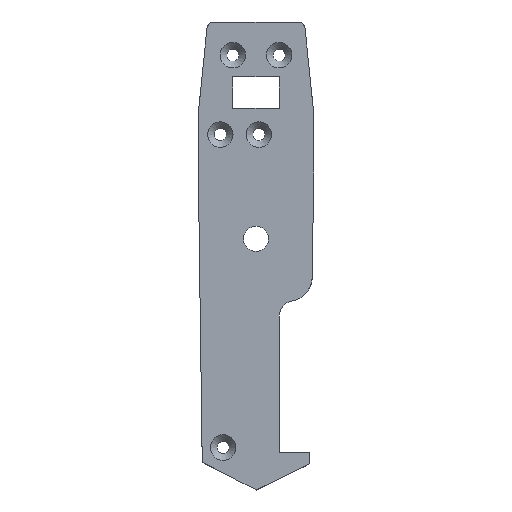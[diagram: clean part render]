
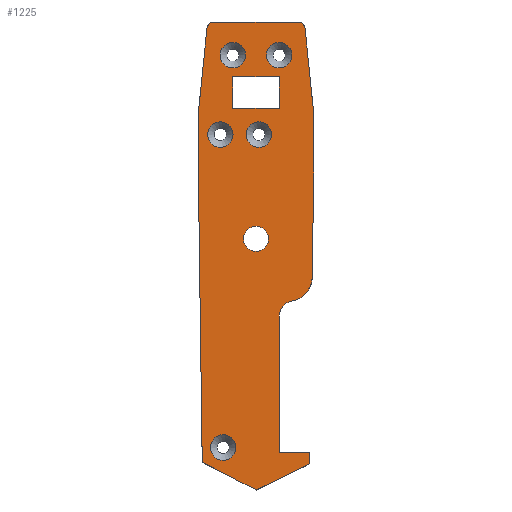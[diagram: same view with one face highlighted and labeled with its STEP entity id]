
A CAD part, top view. The second image highlights one B-rep face of the part: STEP entity #1225.
In plain terms, the highlighted planar face has unit normal (0, 0, 1).
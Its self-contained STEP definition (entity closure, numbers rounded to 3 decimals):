
#45=FACE_BOUND('',#139,.T.);
#46=FACE_BOUND('',#140,.T.);
#47=FACE_BOUND('',#141,.T.);
#48=FACE_BOUND('',#142,.T.);
#49=FACE_BOUND('',#143,.T.);
#50=FACE_BOUND('',#144,.T.);
#51=FACE_BOUND('',#145,.T.);
#71=FACE_OUTER_BOUND('',#138,.T.);
#138=EDGE_LOOP('',(#900,#901,#902,#903,#904,#905,#906,#907,#908,#909,#910,
#911,#912,#913,#914,#915));
#139=EDGE_LOOP('',(#916,#917,#918,#919));
#140=EDGE_LOOP('',(#920));
#141=EDGE_LOOP('',(#921));
#142=EDGE_LOOP('',(#922));
#143=EDGE_LOOP('',(#923));
#144=EDGE_LOOP('',(#924));
#145=EDGE_LOOP('',(#925));
#201=LINE('',#1754,#339);
#205=LINE('',#1762,#343);
#243=LINE('',#1881,#381);
#248=LINE('',#1890,#386);
#252=LINE('',#1902,#390);
#253=LINE('',#1906,#391);
#254=LINE('',#1910,#392);
#255=LINE('',#1912,#393);
#256=LINE('',#1914,#394);
#257=LINE('',#1916,#395);
#258=LINE('',#1918,#396);
#259=LINE('',#1919,#397);
#260=LINE('',#1922,#398);
#261=LINE('',#1924,#399);
#262=LINE('',#1926,#400);
#263=LINE('',#1927,#401);
#339=VECTOR('',#1402,10.);
#343=VECTOR('',#1408,10.);
#381=VECTOR('',#1498,1000.);
#386=VECTOR('',#1505,1000.);
#390=VECTOR('',#1517,1000.);
#391=VECTOR('',#1520,1000.);
#392=VECTOR('',#1523,1000.);
#393=VECTOR('',#1524,1000.);
#394=VECTOR('',#1525,1000.);
#395=VECTOR('',#1526,1000.);
#396=VECTOR('',#1527,1000.);
#397=VECTOR('',#1528,1000.);
#398=VECTOR('',#1529,1000.);
#399=VECTOR('',#1530,1000.);
#400=VECTOR('',#1531,1000.);
#401=VECTOR('',#1532,1000.);
#487=CIRCLE('',#1321,4.);
#488=CIRCLE('',#1322,6.5);
#489=CIRCLE('',#1323,2.);
#490=CIRCLE('',#1324,2.);
#491=CIRCLE('',#1325,3.3);
#492=CIRCLE('',#1326,3.3);
#493=CIRCLE('',#1327,3.25);
#494=CIRCLE('',#1328,3.3);
#495=CIRCLE('',#1329,3.3);
#496=CIRCLE('',#1330,3.3);
#512=VERTEX_POINT('',#1751);
#513=VERTEX_POINT('',#1753);
#516=VERTEX_POINT('',#1760);
#558=VERTEX_POINT('',#1878);
#559=VERTEX_POINT('',#1880);
#562=VERTEX_POINT('',#1888);
#565=VERTEX_POINT('',#1898);
#566=VERTEX_POINT('',#1900);
#567=VERTEX_POINT('',#1903);
#568=VERTEX_POINT('',#1905);
#569=VERTEX_POINT('',#1907);
#570=VERTEX_POINT('',#1909);
#571=VERTEX_POINT('',#1911);
#572=VERTEX_POINT('',#1913);
#573=VERTEX_POINT('',#1915);
#574=VERTEX_POINT('',#1917);
#575=VERTEX_POINT('',#1920);
#576=VERTEX_POINT('',#1921);
#577=VERTEX_POINT('',#1923);
#578=VERTEX_POINT('',#1925);
#579=VERTEX_POINT('',#1928);
#580=VERTEX_POINT('',#1930);
#581=VERTEX_POINT('',#1932);
#582=VERTEX_POINT('',#1934);
#583=VERTEX_POINT('',#1936);
#584=VERTEX_POINT('',#1938);
#628=EDGE_CURVE('',#513,#512,#201,.T.);
#632=EDGE_CURVE('',#512,#516,#205,.T.);
#686=EDGE_CURVE('',#559,#558,#243,.T.);
#691=EDGE_CURVE('',#558,#562,#248,.T.);
#695=EDGE_CURVE('',#565,#516,#487,.T.);
#696=EDGE_CURVE('',#566,#565,#488,.T.);
#697=EDGE_CURVE('',#566,#559,#252,.T.);
#698=EDGE_CURVE('',#567,#562,#489,.T.);
#699=EDGE_CURVE('',#568,#567,#253,.T.);
#700=EDGE_CURVE('',#569,#568,#490,.T.);
#701=EDGE_CURVE('',#569,#570,#254,.T.);
#702=EDGE_CURVE('',#570,#571,#255,.T.);
#703=EDGE_CURVE('',#571,#572,#256,.T.);
#704=EDGE_CURVE('',#573,#572,#257,.T.);
#705=EDGE_CURVE('',#574,#573,#258,.T.);
#706=EDGE_CURVE('',#574,#513,#259,.T.);
#707=EDGE_CURVE('',#575,#576,#260,.T.);
#708=EDGE_CURVE('',#576,#577,#261,.T.);
#709=EDGE_CURVE('',#577,#578,#262,.T.);
#710=EDGE_CURVE('',#578,#575,#263,.T.);
#711=EDGE_CURVE('',#579,#579,#491,.T.);
#712=EDGE_CURVE('',#580,#580,#492,.T.);
#713=EDGE_CURVE('',#581,#581,#493,.T.);
#714=EDGE_CURVE('',#582,#582,#494,.T.);
#715=EDGE_CURVE('',#583,#583,#495,.T.);
#716=EDGE_CURVE('',#584,#584,#496,.T.);
#900=ORIENTED_EDGE('',*,*,#632,.T.);
#901=ORIENTED_EDGE('',*,*,#695,.F.);
#902=ORIENTED_EDGE('',*,*,#696,.F.);
#903=ORIENTED_EDGE('',*,*,#697,.T.);
#904=ORIENTED_EDGE('',*,*,#686,.T.);
#905=ORIENTED_EDGE('',*,*,#691,.T.);
#906=ORIENTED_EDGE('',*,*,#698,.F.);
#907=ORIENTED_EDGE('',*,*,#699,.F.);
#908=ORIENTED_EDGE('',*,*,#700,.F.);
#909=ORIENTED_EDGE('',*,*,#701,.T.);
#910=ORIENTED_EDGE('',*,*,#702,.T.);
#911=ORIENTED_EDGE('',*,*,#703,.T.);
#912=ORIENTED_EDGE('',*,*,#704,.F.);
#913=ORIENTED_EDGE('',*,*,#705,.F.);
#914=ORIENTED_EDGE('',*,*,#706,.T.);
#915=ORIENTED_EDGE('',*,*,#628,.T.);
#916=ORIENTED_EDGE('',*,*,#707,.T.);
#917=ORIENTED_EDGE('',*,*,#708,.T.);
#918=ORIENTED_EDGE('',*,*,#709,.T.);
#919=ORIENTED_EDGE('',*,*,#710,.T.);
#920=ORIENTED_EDGE('',*,*,#711,.F.);
#921=ORIENTED_EDGE('',*,*,#712,.F.);
#922=ORIENTED_EDGE('',*,*,#713,.T.);
#923=ORIENTED_EDGE('',*,*,#714,.F.);
#924=ORIENTED_EDGE('',*,*,#715,.F.);
#925=ORIENTED_EDGE('',*,*,#716,.F.);
#1178=PLANE('',#1320);
#1225=ADVANCED_FACE('',(#71,#45,#46,#47,#48,#49,#50,#51),#1178,.T.);
#1320=AXIS2_PLACEMENT_3D('',#1897,#1511,#1512);
#1321=AXIS2_PLACEMENT_3D('',#1899,#1513,#1514);
#1322=AXIS2_PLACEMENT_3D('',#1901,#1515,#1516);
#1323=AXIS2_PLACEMENT_3D('',#1904,#1518,#1519);
#1324=AXIS2_PLACEMENT_3D('',#1908,#1521,#1522);
#1325=AXIS2_PLACEMENT_3D('',#1929,#1533,#1534);
#1326=AXIS2_PLACEMENT_3D('',#1931,#1535,#1536);
#1327=AXIS2_PLACEMENT_3D('',#1933,#1537,#1538);
#1328=AXIS2_PLACEMENT_3D('',#1935,#1539,#1540);
#1329=AXIS2_PLACEMENT_3D('',#1937,#1541,#1542);
#1330=AXIS2_PLACEMENT_3D('',#1939,#1543,#1544);
#1402=DIRECTION('',(-1.,0.,0.));
#1408=DIRECTION('',(0.,1.,0.));
#1498=DIRECTION('',(0.,1.,0.));
#1505=DIRECTION('',(-0.102,0.995,0.));
#1511=DIRECTION('center_axis',(0.,0.,1.));
#1512=DIRECTION('ref_axis',(-1.,0.,0.));
#1513=DIRECTION('center_axis',(0.,0.,1.));
#1514=DIRECTION('ref_axis',(-0.707,0.707,0.));
#1515=DIRECTION('center_axis',(0.,0.,-1.));
#1516=DIRECTION('ref_axis',(-1.,0.013,0.));
#1517=DIRECTION('',(0.013,1.,0.));
#1518=DIRECTION('center_axis',(0.,0.,-1.));
#1519=DIRECTION('ref_axis',(0.67,0.742,0.));
#1520=DIRECTION('',(1.,0.,0.));
#1521=DIRECTION('center_axis',(0.,0.,-1.));
#1522=DIRECTION('ref_axis',(-0.67,0.742,0.));
#1523=DIRECTION('',(-0.102,-0.995,0.));
#1524=DIRECTION('',(0.,-1.,0.));
#1525=DIRECTION('',(0.013,-1.,0.));
#1526=DIRECTION('',(-0.889,0.457,0.));
#1527=DIRECTION('',(-0.898,-0.441,0.));
#1528=DIRECTION('',(0.013,1.,0.));
#1529=DIRECTION('',(0.,-1.,0.));
#1530=DIRECTION('',(-1.,0.,0.));
#1531=DIRECTION('',(0.,1.,0.));
#1532=DIRECTION('',(1.,0.,0.));
#1533=DIRECTION('center_axis',(0.,0.,1.));
#1534=DIRECTION('ref_axis',(-1.,0.,0.));
#1535=DIRECTION('center_axis',(0.,0.,1.));
#1536=DIRECTION('ref_axis',(-1.,0.,0.));
#1537=DIRECTION('center_axis',(0.,0.,-1.));
#1538=DIRECTION('ref_axis',(-1.,0.,0.));
#1539=DIRECTION('center_axis',(0.,0.,1.));
#1540=DIRECTION('ref_axis',(-1.,0.,0.));
#1541=DIRECTION('center_axis',(0.,0.,1.));
#1542=DIRECTION('ref_axis',(-1.,0.,0.));
#1543=DIRECTION('center_axis',(0.,0.,1.));
#1544=DIRECTION('ref_axis',(-1.,0.,0.));
#1751=CARTESIAN_POINT('',(10.599,144.75,23.));
#1753=CARTESIAN_POINT('',(18.508,144.75,23.));
#1754=CARTESIAN_POINT('',(10.795,144.75,23.));
#1760=CARTESIAN_POINT('',(10.599,180.012,23.));
#1762=CARTESIAN_POINT('',(10.599,148.675,23.));
#1878=CARTESIAN_POINT('',(19.545,232.05,23.));
#1880=CARTESIAN_POINT('',(19.545,222.05,23.));
#1881=CARTESIAN_POINT('',(19.545,232.05,23.));
#1888=CARTESIAN_POINT('',(17.264,254.403,23.));
#1890=CARTESIAN_POINT('',(17.04,256.6,23.));
#1897=CARTESIAN_POINT('Origin',(4.545,138.,23.));
#1898=CARTESIAN_POINT('',(13.845,183.94,23.));
#1899=CARTESIAN_POINT('Origin',(14.599,180.012,23.));
#1900=CARTESIAN_POINT('',(19.118,190.236,23.));
#1901=CARTESIAN_POINT('Origin',(12.619,190.324,23.));
#1902=CARTESIAN_POINT('',(19.545,222.05,23.));
#1903=CARTESIAN_POINT('',(15.275,256.2,23.));
#1904=CARTESIAN_POINT('Origin',(15.275,254.2,23.));
#1905=CARTESIAN_POINT('',(-6.185,256.2,23.));
#1906=CARTESIAN_POINT('',(10.793,256.2,23.));
#1907=CARTESIAN_POINT('',(-8.174,254.403,23.));
#1908=CARTESIAN_POINT('Origin',(-6.185,254.2,23.));
#1909=CARTESIAN_POINT('',(-10.455,232.05,23.));
#1910=CARTESIAN_POINT('',(-7.95,256.6,23.));
#1911=CARTESIAN_POINT('',(-10.455,222.05,23.));
#1912=CARTESIAN_POINT('',(-10.455,232.05,23.));
#1913=CARTESIAN_POINT('',(-9.383,142.202,23.));
#1914=CARTESIAN_POINT('',(-10.455,222.05,23.));
#1915=CARTESIAN_POINT('',(4.599,135.012,23.));
#1916=CARTESIAN_POINT('',(-2.953,138.896,23.));
#1917=CARTESIAN_POINT('',(18.468,141.823,23.));
#1918=CARTESIAN_POINT('',(5.101,135.259,23.));
#1919=CARTESIAN_POINT('',(19.545,222.05,23.));
#1920=CARTESIAN_POINT('',(10.545,242.,23.));
#1921=CARTESIAN_POINT('',(10.545,233.85,23.));
#1922=CARTESIAN_POINT('',(10.545,189.8,23.));
#1923=CARTESIAN_POINT('',(-1.455,233.85,23.));
#1924=CARTESIAN_POINT('',(-12.655,233.85,23.));
#1925=CARTESIAN_POINT('',(-1.455,242.,23.));
#1926=CARTESIAN_POINT('',(-1.455,233.85,23.));
#1927=CARTESIAN_POINT('',(1.545,242.,23.));
#1928=CARTESIAN_POINT('',(1.845,247.6,23.));
#1929=CARTESIAN_POINT('Origin',(-1.455,247.6,23.));
#1930=CARTESIAN_POINT('',(8.595,227.05,23.));
#1931=CARTESIAN_POINT('Origin',(5.295,227.05,23.));
#1932=CARTESIAN_POINT('',(7.795,200.05,23.));
#1933=CARTESIAN_POINT('Origin',(4.545,200.05,23.));
#1934=CARTESIAN_POINT('',(-0.655,146.,23.));
#1935=CARTESIAN_POINT('Origin',(-3.955,146.,23.));
#1936=CARTESIAN_POINT('',(-1.405,227.05,23.));
#1937=CARTESIAN_POINT('Origin',(-4.705,227.05,23.));
#1938=CARTESIAN_POINT('',(13.845,247.6,23.));
#1939=CARTESIAN_POINT('Origin',(10.545,247.6,23.));
